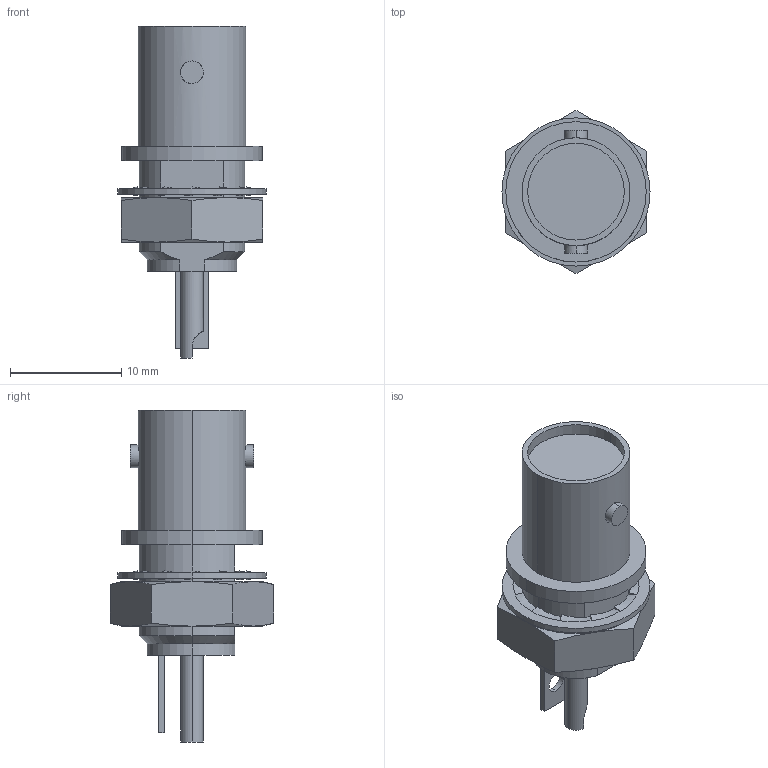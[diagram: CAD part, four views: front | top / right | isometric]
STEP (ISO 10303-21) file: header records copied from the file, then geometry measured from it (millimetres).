
FILE_DESCRIPTION (( 'STEP AP214' ), '1' );
FILE_NAME ('J01001A0043.STEP', '2012-12-17T12:23:47', ( 'Wartung1' ), ( '' ), 'SwSTEP 2.0', 'SolidWorks 2012', '' );
FILE_SCHEMA (( 'AUTOMOTIVE_DESIGN' ));
Length unit declared in the file: millimetre
Products named in the file (1): J01001A0043
Bounding box: 13.3 x 14.66 x 29.8 mm (x, y, z)
Volume: 1934.3 mm3; surface area: 1653.2 mm2
Topology: 4 solids, 4 shells, 159 faces, 380 edges, 233 vertices
Faces by surface type: plane 75, bspline 36, cylinder 27, cone 21
Entity records: 6932 total; most frequent: CARTESIAN_POINT 1673, ORIENTED_EDGE 756, DIRECTION 608, EDGE_CURVE 378, VERTEX_POINT 233, LINE 232, VECTOR 232, AXIS2_PLACEMENT_3D 188
